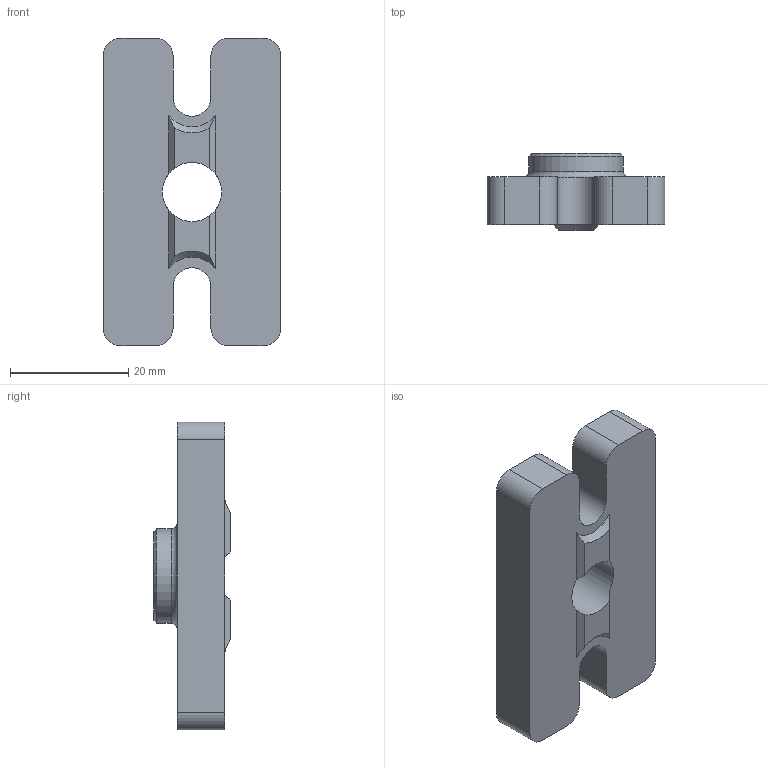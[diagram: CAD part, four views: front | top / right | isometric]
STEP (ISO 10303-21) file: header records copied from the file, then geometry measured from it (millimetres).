
FILE_DESCRIPTION(/* description */ (''),/* implementation_level */ '2;1');
FILE_NAME(/* name */ 'Y Rod Holder v5.step',/* time_stamp */ '2020-10-20T11:29:41+02:00',/* author */ (''),/* organization */ (''),/* preprocessor_version */ 'ST-DEVELOPER v18.1',/* originating_system */ 'Autodesk Translation Framework v9.3.0.1241',/* authorisation */ '');
FILE_SCHEMA (('AUTOMOTIVE_DESIGN { 1 0 10303 214 3 1 1 }'));
Length unit declared in the file: millimetre
Products named in the file (1): Y Rod Holder
Bounding box: 30 x 13 x 52 mm (x, y, z)
Volume: 11024 mm3; surface area: 4787.2 mm2
Topology: 1 solids, 1 shells, 36 faces, 97 edges, 64 vertices
Faces by surface type: plane 19, cylinder 12, cone 4, torus 1
Full cylindrical faces by diameter (mm): 10 x1, 16 x1
Entity records: 1179 total; most frequent: DIRECTION 208, CARTESIAN_POINT 206, ORIENTED_EDGE 194, EDGE_CURVE 97, AXIS2_PLACEMENT_3D 78, VERTEX_POINT 64, LINE 52, VECTOR 52
